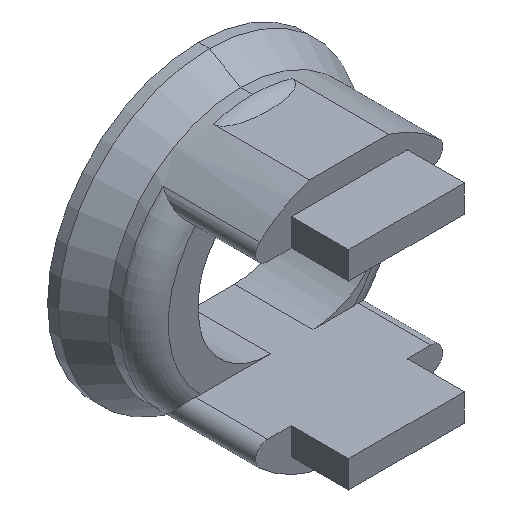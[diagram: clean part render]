
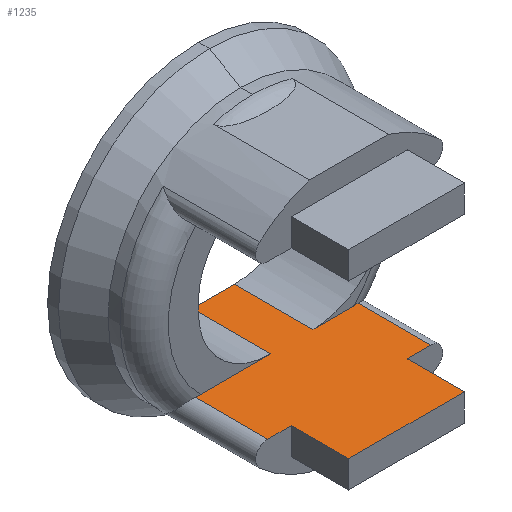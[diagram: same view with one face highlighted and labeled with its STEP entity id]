
A CAD part, isometric view. The second image highlights one B-rep face of the part: STEP entity #1235.
In plain terms, the highlighted planar face has unit normal (0, 0, 1).
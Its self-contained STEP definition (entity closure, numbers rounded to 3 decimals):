
#2 = CARTESIAN_POINT ( 'NONE',  ( -0.464, 5.423, -10.625 ) ) ;
#11 = EDGE_CURVE ( 'NONE', #431, #1070, #201, .T. ) ;
#24 = CARTESIAN_POINT ( 'NONE',  ( 11.625, -4.577, -10.625 ) ) ;
#63 = CARTESIAN_POINT ( 'NONE',  ( 11.625, 5.457, -10.625 ) ) ;
#64 = EDGE_CURVE ( 'NONE', #170, #431, #104, .T. ) ;
#67 = EDGE_CURVE ( 'NONE', #103, #300, #236, .T. ) ;
#90 = CARTESIAN_POINT ( 'NONE',  ( 10.958, 5.423, -10.625 ) ) ;
#91 = DIRECTION ( 'NONE',  ( 0., 1., 0. ) ) ;
#103 = VERTEX_POINT ( 'NONE', #1417 ) ;
#104 = LINE ( 'NONE', #1396, #902 ) ;
#116 = LINE ( 'NONE', #1135, #1224 ) ;
#119 = CARTESIAN_POINT ( 'NONE',  ( -10.442, 5.423, -10.625 ) ) ;
#128 = ORIENTED_EDGE ( 'NONE', *, *, #1605, .F. ) ;
#151 = VECTOR ( 'NONE', #1582, 1000. ) ;
#170 = VERTEX_POINT ( 'NONE', #2 ) ;
#181 = CARTESIAN_POINT ( 'NONE',  ( -10.886, -4.577, -10.625 ) ) ;
#186 = FACE_OUTER_BOUND ( 'NONE', #946, .T. ) ;
#201 = LINE ( 'NONE', #811, #151 ) ;
#233 = CARTESIAN_POINT ( 'NONE',  ( -7.63, -12.494, -10.625 ) ) ;
#236 = LINE ( 'NONE', #482, #1010 ) ;
#244 = DIRECTION ( 'NONE',  ( 0., 1., 0. ) ) ;
#252 = CARTESIAN_POINT ( 'NONE',  ( -7.63, -12.494, -10.625 ) ) ;
#261 = VERTEX_POINT ( 'NONE', #1375 ) ;
#265 = LINE ( 'NONE', #386, #709 ) ;
#272 = EDGE_CURVE ( 'NONE', #653, #742, #616, .T. ) ;
#292 = LINE ( 'NONE', #801, #1389 ) ;
#300 = VERTEX_POINT ( 'NONE', #233 ) ;
#301 = VERTEX_POINT ( 'NONE', #1137 ) ;
#329 = ORIENTED_EDGE ( 'NONE', *, *, #64, .F. ) ;
#357 = CARTESIAN_POINT ( 'NONE',  ( 0.37, 5.423, -10.625 ) ) ;
#386 = CARTESIAN_POINT ( 'NONE',  ( 0.37, 5.423, -10.625 ) ) ;
#408 = VERTEX_POINT ( 'NONE', #24 ) ;
#411 = VECTOR ( 'NONE', #1047, 1000. ) ;
#431 = VERTEX_POINT ( 'NONE', #760 ) ;
#482 = CARTESIAN_POINT ( 'NONE',  ( -7.63, -12.494, -10.625 ) ) ;
#498 = PLANE ( 'NONE',  #529 ) ;
#508 = ORIENTED_EDGE ( 'NONE', *, *, #1620, .F. ) ;
#513 = CARTESIAN_POINT ( 'NONE',  ( 0.37, -4.577, -10.625 ) ) ;
#523 = EDGE_CURVE ( 'NONE', #261, #1070, #1641, .T. ) ;
#529 = AXIS2_PLACEMENT_3D ( 'NONE', #513, #1398, #641 ) ;
#561 = CARTESIAN_POINT ( 'NONE',  ( -10.886, 5.457, -10.625 ) ) ;
#596 = EDGE_CURVE ( 'NONE', #739, #712, #1508, .T. ) ;
#616 = B_SPLINE_CURVE_WITH_KNOTS ( 'NONE', 3,
 ( #1651, #119, #1368, #630 ),
 .UNSPECIFIED., .F., .F.,
 ( 4, 4 ),
 ( 0., 0. ),
 .UNSPECIFIED. ) ;
#625 = DIRECTION ( 'NONE',  ( -1., 0., 0. ) ) ;
#626 = VERTEX_POINT ( 'NONE', #883 ) ;
#627 = CARTESIAN_POINT ( 'NONE',  ( 8.37, -4.577, -10.625 ) ) ;
#628 = DIRECTION ( 'NONE',  ( 0., 1., 0. ) ) ;
#630 = CARTESIAN_POINT ( 'NONE',  ( -10.886, 5.457, -10.625 ) ) ;
#631 = EDGE_CURVE ( 'NONE', #408, #301, #1011, .T. ) ;
#641 = DIRECTION ( 'NONE',  ( 1., 0., 0. ) ) ;
#649 = EDGE_CURVE ( 'NONE', #1312, #408, #116, .T. ) ;
#653 = VERTEX_POINT ( 'NONE', #829 ) ;
#709 = VECTOR ( 'NONE', #1288, 1000. ) ;
#712 = VERTEX_POINT ( 'NONE', #1468 ) ;
#725 = CARTESIAN_POINT ( 'NONE',  ( 11.403, 5.434, -10.625 ) ) ;
#730 = ORIENTED_EDGE ( 'NONE', *, *, #631, .T. ) ;
#739 = VERTEX_POINT ( 'NONE', #181 ) ;
#742 = VERTEX_POINT ( 'NONE', #561 ) ;
#756 = ORIENTED_EDGE ( 'NONE', *, *, #11, .F. ) ;
#760 = CARTESIAN_POINT ( 'NONE',  ( -0.464, 16.256, -10.625 ) ) ;
#801 = CARTESIAN_POINT ( 'NONE',  ( 8.37, -12.494, -10.625 ) ) ;
#811 = CARTESIAN_POINT ( 'NONE',  ( 0.37, 16.256, -10.625 ) ) ;
#824 = EDGE_CURVE ( 'NONE', #103, #1312, #292, .T. ) ;
#829 = CARTESIAN_POINT ( 'NONE',  ( -10.219, 5.423, -10.625 ) ) ;
#844 = VECTOR ( 'NONE', #865, 1000. ) ;
#859 = ORIENTED_EDGE ( 'NONE', *, *, #67, .F. ) ;
#865 = DIRECTION ( 'NONE',  ( 1., 0., 0. ) ) ;
#882 = LINE ( 'NONE', #252, #950 ) ;
#883 = CARTESIAN_POINT ( 'NONE',  ( 10.958, 5.423, -10.625 ) ) ;
#902 = VECTOR ( 'NONE', #992, 1000. ) ;
#918 = B_SPLINE_CURVE_WITH_KNOTS ( 'NONE', 3,
 ( #63, #725, #1233, #90 ),
 .UNSPECIFIED., .F., .F.,
 ( 4, 4 ),
 ( 0., 0. ),
 .UNSPECIFIED. ) ;
#932 = ORIENTED_EDGE ( 'NONE', *, *, #523, .T. ) ;
#946 = EDGE_LOOP ( 'NONE', ( #128, #1589, #1124, #1089, #1190, #859, #1201, #1536, #730, #1040, #508, #932, #756, #329 ) ) ;
#950 = VECTOR ( 'NONE', #244, 1000. ) ;
#971 = DIRECTION ( 'NONE',  ( 1., 0., 0. ) ) ;
#992 = DIRECTION ( 'NONE',  ( 0., 1., 0. ) ) ;
#993 = LINE ( 'NONE', #357, #844 ) ;
#1010 = VECTOR ( 'NONE', #625, 1000. ) ;
#1011 = LINE ( 'NONE', #1525, #1548 ) ;
#1040 = ORIENTED_EDGE ( 'NONE', *, *, #1200, .T. ) ;
#1047 = DIRECTION ( 'NONE',  ( 0., -1., 0. ) ) ;
#1070 = VERTEX_POINT ( 'NONE', #1401 ) ;
#1078 = DIRECTION ( 'NONE',  ( 0., 1., 0. ) ) ;
#1089 = ORIENTED_EDGE ( 'NONE', *, *, #596, .T. ) ;
#1118 = VECTOR ( 'NONE', #91, 1000. ) ;
#1124 = ORIENTED_EDGE ( 'NONE', *, *, #1413, .T. ) ;
#1135 = CARTESIAN_POINT ( 'NONE',  ( 0.37, -4.577, -10.625 ) ) ;
#1137 = CARTESIAN_POINT ( 'NONE',  ( 11.625, 5.457, -10.625 ) ) ;
#1161 = CARTESIAN_POINT ( 'NONE',  ( -10.886, -4.577, -10.625 ) ) ;
#1166 = VECTOR ( 'NONE', #971, 1000. ) ;
#1190 = ORIENTED_EDGE ( 'NONE', *, *, #1301, .F. ) ;
#1200 = EDGE_CURVE ( 'NONE', #301, #626, #918, .T. ) ;
#1201 = ORIENTED_EDGE ( 'NONE', *, *, #824, .T. ) ;
#1224 = VECTOR ( 'NONE', #1655, 1000. ) ;
#1233 = CARTESIAN_POINT ( 'NONE',  ( 11.181, 5.423, -10.625 ) ) ;
#1235 = ADVANCED_FACE ( 'NONE', ( #186 ), #498, .T. ) ;
#1257 = CARTESIAN_POINT ( 'NONE',  ( 5.37, -4.577, -10.625 ) ) ;
#1288 = DIRECTION ( 'NONE',  ( 1., 0., 0. ) ) ;
#1301 = EDGE_CURVE ( 'NONE', #300, #712, #882, .T. ) ;
#1312 = VERTEX_POINT ( 'NONE', #627 ) ;
#1368 = CARTESIAN_POINT ( 'NONE',  ( -10.664, 5.434, -10.625 ) ) ;
#1375 = CARTESIAN_POINT ( 'NONE',  ( 5.37, 5.423, -10.625 ) ) ;
#1389 = VECTOR ( 'NONE', #1078, 1000. ) ;
#1396 = CARTESIAN_POINT ( 'NONE',  ( -0.464, -4.577, -10.625 ) ) ;
#1398 = DIRECTION ( 'NONE',  ( 0., 0., 1. ) ) ;
#1401 = CARTESIAN_POINT ( 'NONE',  ( 5.37, 16.256, -10.625 ) ) ;
#1413 = EDGE_CURVE ( 'NONE', #742, #739, #1435, .T. ) ;
#1417 = CARTESIAN_POINT ( 'NONE',  ( 8.37, -12.494, -10.625 ) ) ;
#1435 = LINE ( 'NONE', #1161, #411 ) ;
#1468 = CARTESIAN_POINT ( 'NONE',  ( -7.63, -4.577, -10.625 ) ) ;
#1508 = LINE ( 'NONE', #1613, #1166 ) ;
#1525 = CARTESIAN_POINT ( 'NONE',  ( 11.625, -4.577, -10.625 ) ) ;
#1536 = ORIENTED_EDGE ( 'NONE', *, *, #649, .T. ) ;
#1548 = VECTOR ( 'NONE', #628, 1000. ) ;
#1582 = DIRECTION ( 'NONE',  ( 1., 0., 0. ) ) ;
#1589 = ORIENTED_EDGE ( 'NONE', *, *, #272, .T. ) ;
#1605 = EDGE_CURVE ( 'NONE', #653, #170, #265, .T. ) ;
#1613 = CARTESIAN_POINT ( 'NONE',  ( 0.37, -4.577, -10.625 ) ) ;
#1620 = EDGE_CURVE ( 'NONE', #261, #626, #993, .T. ) ;
#1641 = LINE ( 'NONE', #1257, #1118 ) ;
#1651 = CARTESIAN_POINT ( 'NONE',  ( -10.219, 5.423, -10.625 ) ) ;
#1655 = DIRECTION ( 'NONE',  ( 1., 0., 0. ) ) ;
